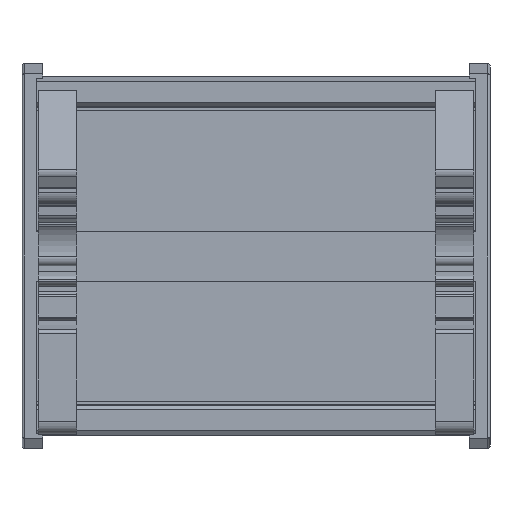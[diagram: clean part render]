
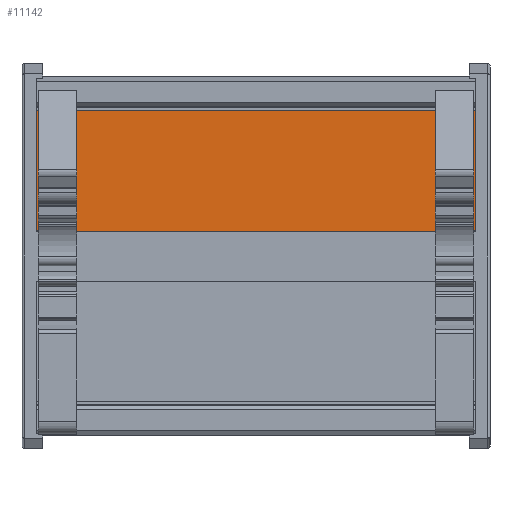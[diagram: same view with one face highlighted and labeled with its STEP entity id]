
A CAD part, front view. The second image highlights one B-rep face of the part: STEP entity #11142.
In plain terms, the highlighted planar face has unit normal (0, -1, 0).
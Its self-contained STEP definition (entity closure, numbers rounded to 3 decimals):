
#11086=CARTESIAN_POINT('',(-530.109,-523.966,105.2));
#11087=VERTEX_POINT('',#11086);
#11094=CARTESIAN_POINT('',(-530.109,-523.966,0.0));
#11095=VERTEX_POINT('',#11094);
#11096=CARTESIAN_POINT('',(-530.109,-523.966,0.0));
#11097=DIRECTION('',(0.0,0.0,1.0));
#11098=VECTOR('',#11097,105.2);
#11099=LINE('',#11096,#11098);
#11100=EDGE_CURVE('',#11095,#11087,#11099,.T.);
#11112=CARTESIAN_POINT('',(-530.109,-523.966,0.0));
#11113=DIRECTION('',(0.0,-1.0,0.0));
#11114=DIRECTION('',(0.0,0.0,-1.0));
#11115=AXIS2_PLACEMENT_3D('',#11112,#11113,#11114);
#11116=PLANE('',#11115);
#11117=CARTESIAN_POINT('',(-558.93,-523.966,105.2));
#11118=VERTEX_POINT('',#11117);
#11119=CARTESIAN_POINT('',(-530.109,-523.966,105.2));
#11120=DIRECTION('',(-1.0,0.0,0.0));
#11121=VECTOR('',#11120,28.821);
#11122=LINE('',#11119,#11121);
#11123=EDGE_CURVE('',#11087,#11118,#11122,.T.);
#11124=ORIENTED_EDGE('',*,*,#11123,.T.);
#11125=CARTESIAN_POINT('',(-558.93,-523.966,0.0));
#11126=VERTEX_POINT('',#11125);
#11127=CARTESIAN_POINT('',(-558.93,-523.966,0.0));
#11128=DIRECTION('',(0.0,0.0,1.0));
#11129=VECTOR('',#11128,105.2);
#11130=LINE('',#11127,#11129);
#11131=EDGE_CURVE('',#11126,#11118,#11130,.T.);
#11132=ORIENTED_EDGE('',*,*,#11131,.F.);
#11133=CARTESIAN_POINT('',(-558.93,-523.966,0.0));
#11134=DIRECTION('',(1.0,0.0,0.0));
#11135=VECTOR('',#11134,28.821);
#11136=LINE('',#11133,#11135);
#11137=EDGE_CURVE('',#11126,#11095,#11136,.T.);
#11138=ORIENTED_EDGE('',*,*,#11137,.T.);
#11139=ORIENTED_EDGE('',*,*,#11100,.T.);
#11140=EDGE_LOOP('',(#11124,#11132,#11138,#11139));
#11141=FACE_OUTER_BOUND('',#11140,.T.);
#11142=ADVANCED_FACE('',(#11141),#11116,.T.);
